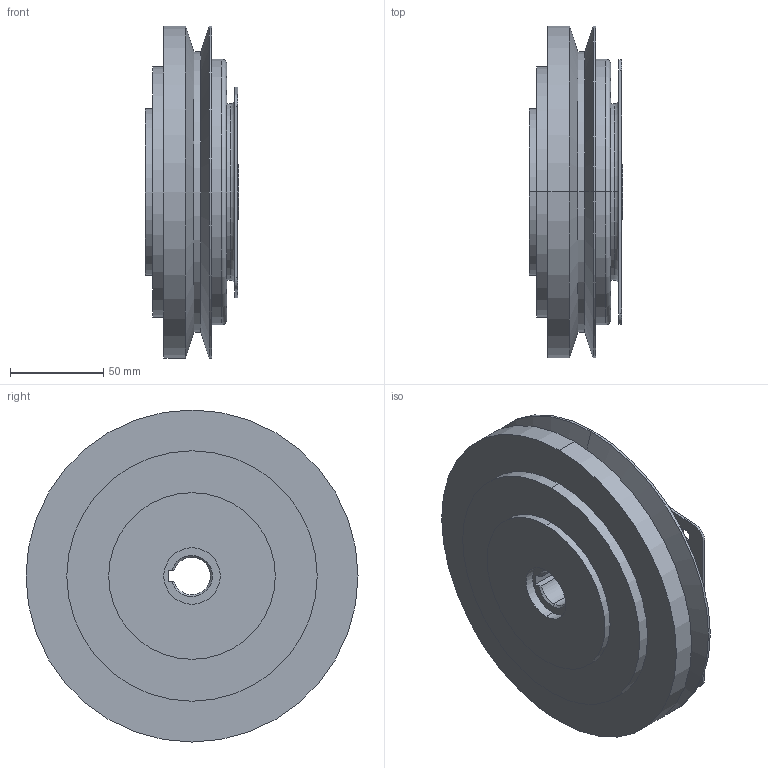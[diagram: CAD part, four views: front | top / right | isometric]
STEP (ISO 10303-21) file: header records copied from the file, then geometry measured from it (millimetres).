
FILE_DESCRIPTION (( 'STEP AP214' ), '1' );
FILE_NAME ('34970.STEP', '2014-06-03T17:18:55', ( '' ), ( '' ), 'SwSTEP 2.0', 'SolidWorks 2014', '' );
FILE_SCHEMA (( 'AUTOMOTIVE_DESIGN' ));
Length unit declared in the file: inch
Products named in the file (1): 34970
Bounding box: 49.96 x 177.8 x 177.8 mm (x, y, z)
Volume: 846859.6 mm3; surface area: 101755 mm2
Topology: 1 solids, 1 shells, 64 faces, 149 edges, 94 vertices
Faces by surface type: cylinder 36, plane 14, cone 10, torus 4
Entity records: 1915 total; most frequent: DIRECTION 361, CARTESIAN_POINT 320, ORIENTED_EDGE 298, AXIS2_PLACEMENT_3D 151, EDGE_CURVE 149, VERTEX_POINT 94, CIRCLE 86, EDGE_LOOP 81
